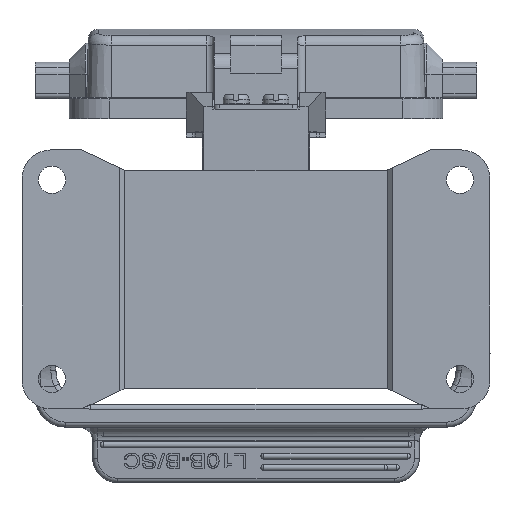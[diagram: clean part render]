
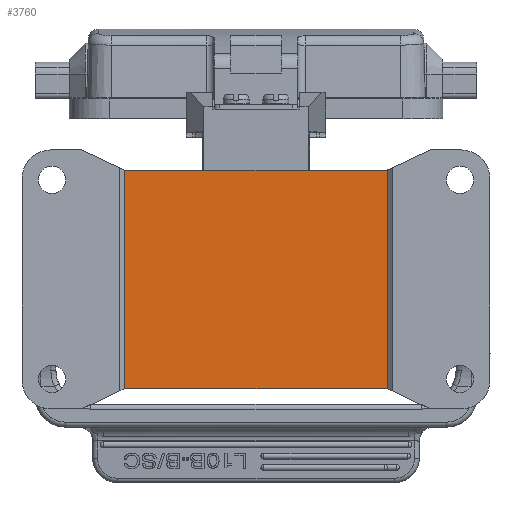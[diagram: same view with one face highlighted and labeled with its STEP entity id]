
A CAD part, front view. The second image highlights one B-rep face of the part: STEP entity #3760.
In plain terms, the highlighted planar face has unit normal (0, -1, 0).
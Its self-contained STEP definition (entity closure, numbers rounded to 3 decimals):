
#1961=PLANE('',#36953);
#3760=ADVANCED_FACE('',(#6416),#1961,.T.);
#6416=FACE_OUTER_BOUND('',#8448,.T.);
#8448=EDGE_LOOP('',(#22919,#22920,#22921,#22922,#22923,#22924,#22925,#22926));
#22919=ORIENTED_EDGE('',*,*,#32116,.F.);
#22920=ORIENTED_EDGE('',*,*,#32117,.T.);
#22921=ORIENTED_EDGE('',*,*,#32114,.F.);
#22922=ORIENTED_EDGE('',*,*,#32118,.F.);
#22923=ORIENTED_EDGE('',*,*,#32097,.F.);
#22924=ORIENTED_EDGE('',*,*,#32095,.F.);
#22925=ORIENTED_EDGE('',*,*,#31981,.F.);
#22926=ORIENTED_EDGE('',*,*,#32119,.F.);
#27240=VERTEX_POINT('',#68332);
#27241=VERTEX_POINT('',#68340);
#27328=VERTEX_POINT('',#68631);
#27329=VERTEX_POINT('',#68647);
#27340=VERTEX_POINT('',#68684);
#27341=VERTEX_POINT('',#68692);
#27342=VERTEX_POINT('',#68705);
#27343=VERTEX_POINT('',#68706);
#31981=EDGE_CURVE('',#27240,#27241,#34477,.T.);
#32095=EDGE_CURVE('',#27241,#27328,#34493,.T.);
#32097=EDGE_CURVE('',#27328,#27329,#34495,.T.);
#32114=EDGE_CURVE('',#27340,#27341,#34498,.T.);
#32116=EDGE_CURVE('',#27342,#27343,#34500,.T.);
#32117=EDGE_CURVE('',#27342,#27341,#34501,.T.);
#32118=EDGE_CURVE('',#27329,#27340,#34502,.T.);
#32119=EDGE_CURVE('',#27343,#27240,#34503,.T.);
#34477=B_SPLINE_CURVE_WITH_KNOTS('',3,(#68333,#68334,#68335,#68336,#68337,
#68338,#68339),.UNSPECIFIED.,.F.,.F.,(4,3,4),(0.,0.03,1.),
 .UNSPECIFIED.);
#34493=B_SPLINE_CURVE_WITH_KNOTS('',3,(#68627,#68628,#68629,#68630),
 .UNSPECIFIED.,.F.,.F.,(4,4),(0.,1.),.UNSPECIFIED.);
#34495=B_SPLINE_CURVE_WITH_KNOTS('',3,(#68637,#68638,#68639,#68640,#68641,
#68642,#68643,#68644,#68645,#68646),.UNSPECIFIED.,.F.,.F.,(4,3,3,4),(0.,
0.03,0.97,1.),.UNSPECIFIED.);
#34498=B_SPLINE_CURVE_WITH_KNOTS('',3,(#68685,#68686,#68687,#68688,#68689,
#68690,#68691),.UNSPECIFIED.,.F.,.F.,(4,3,4),(0.,0.03,1.),
 .UNSPECIFIED.);
#34500=B_SPLINE_CURVE_WITH_KNOTS('',3,(#68698,#68699,#68700,#68701,#68702,
#68703,#68704),.UNSPECIFIED.,.F.,.F.,(4,3,4),(0.,0.969,1.),
 .UNSPECIFIED.);
#34501=B_SPLINE_CURVE_WITH_KNOTS('',3,(#68707,#68708,#68709,#68710),
 .UNSPECIFIED.,.F.,.F.,(4,4),(0.,1.),.UNSPECIFIED.);
#34502=B_SPLINE_CURVE_WITH_KNOTS('',3,(#68711,#68712,#68713,#68714),
 .UNSPECIFIED.,.F.,.F.,(4,4),(0.,1.),.UNSPECIFIED.);
#34503=B_SPLINE_CURVE_WITH_KNOTS('',3,(#68715,#68716,#68717,#68718),
 .UNSPECIFIED.,.F.,.F.,(4,4),(0.,1.),.UNSPECIFIED.);
#36953=AXIS2_PLACEMENT_3D('',#68719,#44018,#44019);
#44018=DIRECTION('',(0.,-1.,0.));
#44019=DIRECTION('',(-1.,0.,0.));
#68332=CARTESIAN_POINT('',(52.073,50.375,18.593));
#68333=CARTESIAN_POINT('',(52.073,50.375,18.592));
#68334=CARTESIAN_POINT('',(52.073,50.375,18.592));
#68335=CARTESIAN_POINT('',(52.073,50.375,18.593));
#68336=CARTESIAN_POINT('',(52.073,50.375,18.593));
#68337=CARTESIAN_POINT('',(52.067,50.375,18.595));
#68338=CARTESIAN_POINT('',(52.061,50.375,18.598));
#68339=CARTESIAN_POINT('',(52.055,50.375,18.601));
#68340=CARTESIAN_POINT('',(52.055,50.375,18.601));
#68627=CARTESIAN_POINT('',(52.055,50.375,18.601));
#68628=CARTESIAN_POINT('',(34.487,50.375,18.601));
#68629=CARTESIAN_POINT('',(16.918,50.375,18.601));
#68630=CARTESIAN_POINT('',(-0.65,50.375,18.601));
#68631=CARTESIAN_POINT('',(-0.65,50.375,18.601));
#68637=CARTESIAN_POINT('',(-0.649,50.375,18.601));
#68638=CARTESIAN_POINT('',(-0.65,50.375,18.601));
#68639=CARTESIAN_POINT('',(-0.65,50.375,18.601));
#68640=CARTESIAN_POINT('',(-0.65,50.375,18.601));
#68641=CARTESIAN_POINT('',(-0.656,50.375,18.598));
#68642=CARTESIAN_POINT('',(-0.661,50.375,18.596));
#68643=CARTESIAN_POINT('',(-0.667,50.375,18.593));
#68644=CARTESIAN_POINT('',(-0.667,50.375,18.593));
#68645=CARTESIAN_POINT('',(-0.667,50.375,18.593));
#68646=CARTESIAN_POINT('',(-0.668,50.375,18.593));
#68647=CARTESIAN_POINT('',(-0.668,50.375,18.593));
#68684=CARTESIAN_POINT('',(-0.668,50.375,62.442));
#68685=CARTESIAN_POINT('',(-0.668,50.375,62.442));
#68686=CARTESIAN_POINT('',(-0.668,50.375,62.442));
#68687=CARTESIAN_POINT('',(-0.668,50.375,62.442));
#68688=CARTESIAN_POINT('',(-0.667,50.375,62.442));
#68689=CARTESIAN_POINT('',(-0.662,50.375,62.439));
#68690=CARTESIAN_POINT('',(-0.656,50.375,62.436));
#68691=CARTESIAN_POINT('',(-0.65,50.375,62.434));
#68692=CARTESIAN_POINT('',(-0.65,50.375,62.434));
#68698=CARTESIAN_POINT('',(52.055,50.375,62.434));
#68699=CARTESIAN_POINT('',(52.061,50.375,62.436));
#68700=CARTESIAN_POINT('',(52.066,50.375,62.439));
#68701=CARTESIAN_POINT('',(52.072,50.375,62.442));
#68702=CARTESIAN_POINT('',(52.072,50.375,62.442));
#68703=CARTESIAN_POINT('',(52.072,50.375,62.442));
#68704=CARTESIAN_POINT('',(52.073,50.375,62.442));
#68705=CARTESIAN_POINT('',(52.055,50.375,62.434));
#68706=CARTESIAN_POINT('',(52.073,50.375,62.442));
#68707=CARTESIAN_POINT('',(52.055,50.375,62.434));
#68708=CARTESIAN_POINT('',(34.487,50.375,62.434));
#68709=CARTESIAN_POINT('',(16.918,50.375,62.434));
#68710=CARTESIAN_POINT('',(-0.65,50.375,62.434));
#68711=CARTESIAN_POINT('',(-0.668,50.376,18.593));
#68712=CARTESIAN_POINT('',(-0.668,50.376,33.209));
#68713=CARTESIAN_POINT('',(-0.668,50.376,47.826));
#68714=CARTESIAN_POINT('',(-0.668,50.376,62.442));
#68715=CARTESIAN_POINT('',(52.073,50.376,62.442));
#68716=CARTESIAN_POINT('',(52.073,50.376,47.825));
#68717=CARTESIAN_POINT('',(52.073,50.376,33.209));
#68718=CARTESIAN_POINT('',(52.073,50.376,18.593));
#68719=CARTESIAN_POINT('',(25.703,50.375,40.517));
